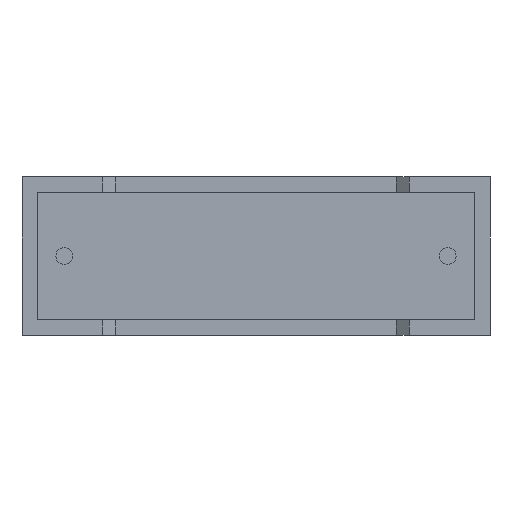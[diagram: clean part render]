
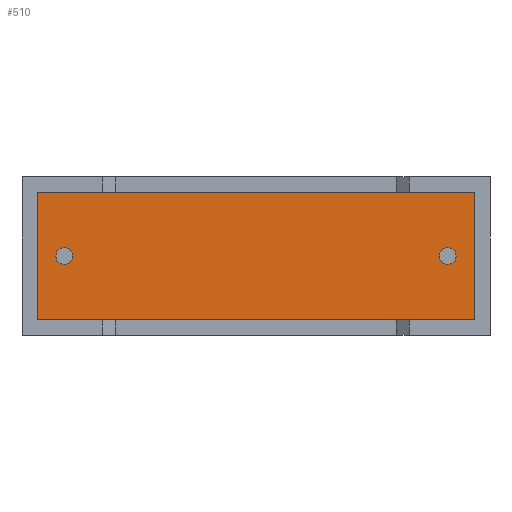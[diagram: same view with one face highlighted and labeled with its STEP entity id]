
A CAD part, front view. The second image highlights one B-rep face of the part: STEP entity #510.
In plain terms, the highlighted planar face has unit normal (0, -1, 0).
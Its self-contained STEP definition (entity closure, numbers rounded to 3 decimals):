
#125 = LINE ( 'NONE', #589, #3026 ) ;
#131 = CARTESIAN_POINT ( 'NONE',  ( 17.69, 0.75, 5.59 ) ) ;
#197 = DIRECTION ( 'NONE',  ( 0., -1., 0. ) ) ;
#237 = CIRCLE ( 'NONE', #387, 0.325 ) ;
#258 = CARTESIAN_POINT ( 'NONE',  ( 1.65, 0.75, 3.425 ) ) ;
#362 = EDGE_LOOP ( 'NONE', ( #2140, #1786 ) ) ;
#387 = AXIS2_PLACEMENT_3D ( 'NONE', #1926, #1475, #535 ) ;
#394 = CARTESIAN_POINT ( 'NONE',  ( 0., 0.75, 0. ) ) ;
#401 = DIRECTION ( 'NONE',  ( -1., 0., 0. ) ) ;
#456 = VERTEX_POINT ( 'NONE', #489 ) ;
#489 = CARTESIAN_POINT ( 'NONE',  ( 17.69, 0.75, 5.59 ) ) ;
#494 = DIRECTION ( 'NONE',  ( 0., -1., 0. ) ) ;
#495 = FACE_BOUND ( 'NONE', #362, .T. ) ;
#510 = ADVANCED_FACE ( 'NONE', ( #1164, #1624, #495 ), #1541, .T. ) ;
#527 = CARTESIAN_POINT ( 'NONE',  ( 17.69, 0.75, 0.61 ) ) ;
#528 = VECTOR ( 'NONE', #2924, 1000. ) ;
#535 = DIRECTION ( 'NONE',  ( 0., 0., -1. ) ) ;
#589 = CARTESIAN_POINT ( 'NONE',  ( 0.61, 0.75, 0.61 ) ) ;
#642 = CIRCLE ( 'NONE', #1946, 0.325 ) ;
#710 = CARTESIAN_POINT ( 'NONE',  ( 0.61, 0.75, 0.61 ) ) ;
#833 = CARTESIAN_POINT ( 'NONE',  ( 16.65, 0.75, 3.1 ) ) ;
#880 = LINE ( 'NONE', #131, #2037 ) ;
#885 = AXIS2_PLACEMENT_3D ( 'NONE', #833, #2212, #3006 ) ;
#893 = DIRECTION ( 'NONE',  ( 0., 0., -1. ) ) ;
#936 = VERTEX_POINT ( 'NONE', #1984 ) ;
#1065 = CARTESIAN_POINT ( 'NONE',  ( 0.61, 0.75, 5.59 ) ) ;
#1080 = VERTEX_POINT ( 'NONE', #2634 ) ;
#1126 = VERTEX_POINT ( 'NONE', #710 ) ;
#1144 = EDGE_CURVE ( 'NONE', #1126, #2806, #125, .T. ) ;
#1155 = AXIS2_PLACEMENT_3D ( 'NONE', #394, #197, #2976 ) ;
#1164 = FACE_BOUND ( 'NONE', #1561, .T. ) ;
#1204 = VECTOR ( 'NONE', #2292, 1000. ) ;
#1232 = VERTEX_POINT ( 'NONE', #1958 ) ;
#1294 = ORIENTED_EDGE ( 'NONE', *, *, #1144, .T. ) ;
#1324 = ORIENTED_EDGE ( 'NONE', *, *, #2018, .T. ) ;
#1349 = EDGE_LOOP ( 'NONE', ( #1324, #1294, #2786, #1865 ) ) ;
#1354 = CARTESIAN_POINT ( 'NONE',  ( 0.61, 0.75, 5.59 ) ) ;
#1378 = EDGE_CURVE ( 'NONE', #1232, #2472, #2679, .T. ) ;
#1475 = DIRECTION ( 'NONE',  ( 0., -1., 0. ) ) ;
#1541 = PLANE ( 'NONE',  #1155 ) ;
#1561 = EDGE_LOOP ( 'NONE', ( #2210, #2486 ) ) ;
#1624 = FACE_OUTER_BOUND ( 'NONE', #1349, .T. ) ;
#1786 = ORIENTED_EDGE ( 'NONE', *, *, #1378, .F. ) ;
#1865 = ORIENTED_EDGE ( 'NONE', *, *, #2717, .T. ) ;
#1876 = CARTESIAN_POINT ( 'NONE',  ( 1.65, 0.75, 3.1 ) ) ;
#1886 = DIRECTION ( 'NONE',  ( 0., -1., 0. ) ) ;
#1926 = CARTESIAN_POINT ( 'NONE',  ( 1.65, 0.75, 3.1 ) ) ;
#1946 = AXIS2_PLACEMENT_3D ( 'NONE', #2285, #494, #893 ) ;
#1958 = CARTESIAN_POINT ( 'NONE',  ( 1.65, 0.75, 2.775 ) ) ;
#1984 = CARTESIAN_POINT ( 'NONE',  ( 16.65, 0.75, 3.425 ) ) ;
#2018 = EDGE_CURVE ( 'NONE', #2713, #1126, #2524, .T. ) ;
#2037 = VECTOR ( 'NONE', #401, 1000. ) ;
#2140 = ORIENTED_EDGE ( 'NONE', *, *, #2529, .F. ) ;
#2207 = EDGE_CURVE ( 'NONE', #2806, #456, #2457, .T. ) ;
#2210 = ORIENTED_EDGE ( 'NONE', *, *, #2610, .F. ) ;
#2212 = DIRECTION ( 'NONE',  ( 0., -1., 0. ) ) ;
#2285 = CARTESIAN_POINT ( 'NONE',  ( 16.65, 0.75, 3.1 ) ) ;
#2292 = DIRECTION ( 'NONE',  ( 0., 0., -1. ) ) ;
#2457 = LINE ( 'NONE', #527, #528 ) ;
#2459 = DIRECTION ( 'NONE',  ( 1., 0., 0. ) ) ;
#2466 = CARTESIAN_POINT ( 'NONE',  ( 17.69, 0.75, 0.61 ) ) ;
#2472 = VERTEX_POINT ( 'NONE', #258 ) ;
#2486 = ORIENTED_EDGE ( 'NONE', *, *, #2852, .F. ) ;
#2524 = LINE ( 'NONE', #1354, #1204 ) ;
#2529 = EDGE_CURVE ( 'NONE', #2472, #1232, #237, .T. ) ;
#2610 = EDGE_CURVE ( 'NONE', #936, #1080, #3041, .T. ) ;
#2634 = CARTESIAN_POINT ( 'NONE',  ( 16.65, 0.75, 2.775 ) ) ;
#2679 = CIRCLE ( 'NONE', #2833, 0.325 ) ;
#2713 = VERTEX_POINT ( 'NONE', #1065 ) ;
#2717 = EDGE_CURVE ( 'NONE', #456, #2713, #880, .T. ) ;
#2786 = ORIENTED_EDGE ( 'NONE', *, *, #2207, .T. ) ;
#2806 = VERTEX_POINT ( 'NONE', #2466 ) ;
#2833 = AXIS2_PLACEMENT_3D ( 'NONE', #1876, #1886, #2842 ) ;
#2842 = DIRECTION ( 'NONE',  ( 0., 0., -1. ) ) ;
#2852 = EDGE_CURVE ( 'NONE', #1080, #936, #642, .T. ) ;
#2924 = DIRECTION ( 'NONE',  ( 0., 0., 1. ) ) ;
#2976 = DIRECTION ( 'NONE',  ( 0., 0., -1. ) ) ;
#3006 = DIRECTION ( 'NONE',  ( 0., 0., -1. ) ) ;
#3026 = VECTOR ( 'NONE', #2459, 1000. ) ;
#3041 = CIRCLE ( 'NONE', #885, 0.325 ) ;
